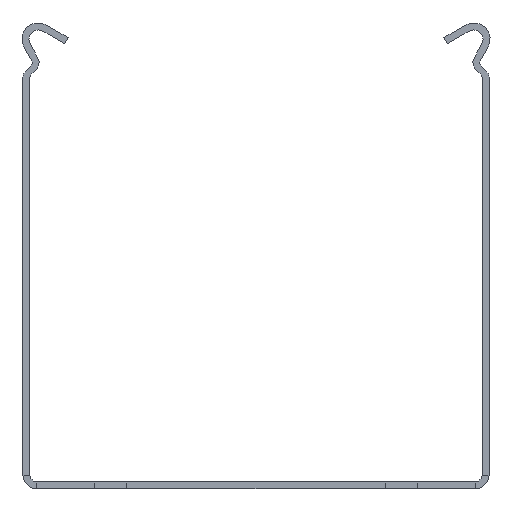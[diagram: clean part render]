
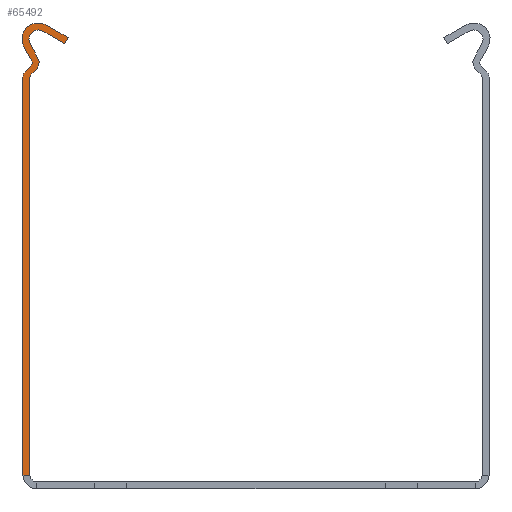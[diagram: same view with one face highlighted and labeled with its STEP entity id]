
A CAD part, front view. The second image highlights one B-rep face of the part: STEP entity #65492.
In plain terms, the highlighted planar face has unit normal (0, -1, 0).
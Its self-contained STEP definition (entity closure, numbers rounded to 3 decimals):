
#3041=PLANE('',#71744);
#6172=FACE_OUTER_BOUND('',#10278,.T.);
#10278=EDGE_LOOP('',(#58777,#58778,#58779,#58780,#58781,#58782,#58783,#58784,
#58785,#58786,#58787,#58788,#58789,#58790,#58791,#58792));
#11355=LINE('',#92752,#17631);
#12672=LINE('',#97540,#18948);
#16985=LINE('',#109087,#23261);
#16989=LINE('',#109095,#23265);
#16993=LINE('',#109107,#23269);
#16997=LINE('',#109119,#23273);
#17001=LINE('',#109134,#23277);
#17005=LINE('',#109146,#23281);
#17009=LINE('',#109157,#23285);
#17038=LINE('',#109241,#23314);
#17631=VECTOR('',#73457,10.);
#18948=VECTOR('',#77302,10.);
#23261=VECTOR('',#90305,10.);
#23265=VECTOR('',#90311,10.);
#23269=VECTOR('',#90323,10.);
#23273=VECTOR('',#90335,10.);
#23277=VECTOR('',#90353,10.);
#23281=VECTOR('',#90365,10.);
#23285=VECTOR('',#90377,10.);
#23314=VECTOR('',#90464,10.);
#26401=CIRCLE('',#71694,3.5);
#26403=CIRCLE('',#71698,1.);
#26405=CIRCLE('',#71702,1.6);
#26407=CIRCLE('',#71705,0.6);
#26409=CIRCLE('',#71709,2.);
#26411=CIRCLE('',#71713,2.);
#27527=VERTEX_POINT('',#92745);
#27530=VERTEX_POINT('',#92750);
#29736=VERTEX_POINT('',#97537);
#29737=VERTEX_POINT('',#97539);
#32625=VERTEX_POINT('',#109085);
#32626=VERTEX_POINT('',#109086);
#32629=VERTEX_POINT('',#109094);
#32631=VERTEX_POINT('',#109100);
#32633=VERTEX_POINT('',#109106);
#32635=VERTEX_POINT('',#109112);
#32637=VERTEX_POINT('',#109118);
#32639=VERTEX_POINT('',#109127);
#32641=VERTEX_POINT('',#109133);
#32643=VERTEX_POINT('',#109139);
#32645=VERTEX_POINT('',#109145);
#32647=VERTEX_POINT('',#109151);
#33795=EDGE_CURVE('',#27527,#27530,#11355,.T.);
#36194=EDGE_CURVE('',#29737,#29736,#12672,.T.);
#41961=EDGE_CURVE('',#32625,#32626,#16985,.T.);
#41965=EDGE_CURVE('',#32626,#32629,#16989,.T.);
#41968=EDGE_CURVE('',#32629,#32631,#26401,.T.);
#41971=EDGE_CURVE('',#32631,#32633,#16993,.T.);
#41974=EDGE_CURVE('',#32633,#32635,#26403,.T.);
#41977=EDGE_CURVE('',#32635,#32637,#16997,.T.);
#41980=EDGE_CURVE('',#32637,#29737,#26405,.T.);
#41982=EDGE_CURVE('',#27530,#32639,#26407,.T.);
#41985=EDGE_CURVE('',#32639,#32641,#17001,.T.);
#41988=EDGE_CURVE('',#32641,#32643,#26409,.T.);
#41991=EDGE_CURVE('',#32643,#32645,#17005,.T.);
#41994=EDGE_CURVE('',#32645,#32647,#26411,.T.);
#41997=EDGE_CURVE('',#32647,#32625,#17009,.T.);
#42040=EDGE_CURVE('',#29736,#27527,#17038,.T.);
#58777=ORIENTED_EDGE('',*,*,#42040,.T.);
#58778=ORIENTED_EDGE('',*,*,#33795,.T.);
#58779=ORIENTED_EDGE('',*,*,#41982,.T.);
#58780=ORIENTED_EDGE('',*,*,#41985,.T.);
#58781=ORIENTED_EDGE('',*,*,#41988,.T.);
#58782=ORIENTED_EDGE('',*,*,#41991,.T.);
#58783=ORIENTED_EDGE('',*,*,#41994,.T.);
#58784=ORIENTED_EDGE('',*,*,#41997,.T.);
#58785=ORIENTED_EDGE('',*,*,#41961,.T.);
#58786=ORIENTED_EDGE('',*,*,#41965,.T.);
#58787=ORIENTED_EDGE('',*,*,#41968,.T.);
#58788=ORIENTED_EDGE('',*,*,#41971,.T.);
#58789=ORIENTED_EDGE('',*,*,#41974,.T.);
#58790=ORIENTED_EDGE('',*,*,#41977,.T.);
#58791=ORIENTED_EDGE('',*,*,#41980,.T.);
#58792=ORIENTED_EDGE('',*,*,#36194,.T.);
#65492=ADVANCED_FACE('',(#6172),#3041,.T.);
#71694=AXIS2_PLACEMENT_3D('',#109101,#90316,#90317);
#71698=AXIS2_PLACEMENT_3D('',#109113,#90328,#90329);
#71702=AXIS2_PLACEMENT_3D('',#109124,#90340,#90341);
#71705=AXIS2_PLACEMENT_3D('',#109128,#90346,#90347);
#71709=AXIS2_PLACEMENT_3D('',#109140,#90358,#90359);
#71713=AXIS2_PLACEMENT_3D('',#109152,#90370,#90371);
#71744=AXIS2_PLACEMENT_3D('',#109240,#90462,#90463);
#73457=DIRECTION('',(0.,0.,1.));
#77302=DIRECTION('',(0.,0.,-1.));
#90305=DIRECTION('',(0.5,0.,0.866));
#90311=DIRECTION('',(-0.866,0.,0.5));
#90316=DIRECTION('center_axis',(0.,-1.,0.));
#90317=DIRECTION('ref_axis',(0.5,0.,0.866));
#90323=DIRECTION('',(0.5,0.,-0.866));
#90328=DIRECTION('center_axis',(0.,1.,0.));
#90329=DIRECTION('ref_axis',(-0.707,0.,0.707));
#90335=DIRECTION('',(-0.707,0.,-0.707));
#90340=DIRECTION('center_axis',(0.,-1.,0.));
#90341=DIRECTION('ref_axis',(-0.707,0.,0.707));
#90346=DIRECTION('center_axis',(0.,1.,0.));
#90347=DIRECTION('ref_axis',(0.707,0.,-0.707));
#90353=DIRECTION('',(0.707,0.,0.707));
#90358=DIRECTION('center_axis',(0.,-1.,0.));
#90359=DIRECTION('ref_axis',(0.707,0.,-0.707));
#90365=DIRECTION('',(-0.483,0.,0.875));
#90370=DIRECTION('center_axis',(0.,1.,0.));
#90371=DIRECTION('ref_axis',(-0.5,0.,-0.866));
#90377=DIRECTION('',(0.866,0.,-0.5));
#90462=DIRECTION('center_axis',(0.,-1.,0.));
#90463=DIRECTION('ref_axis',(-1.,0.,0.));
#90464=DIRECTION('',(1.,0.,0.));
#92745=CARTESIAN_POINT('',(-48.5,-1500.,3.));
#92750=CARTESIAN_POINT('',(-48.5,-1500.,88.387));
#92752=CARTESIAN_POINT('',(-48.5,-1500.,-0.393));
#97537=CARTESIAN_POINT('',(-50.,-1500.,3.));
#97539=CARTESIAN_POINT('',(-50.,-1500.,88.387));
#97540=CARTESIAN_POINT('',(-50.,-1500.,-0.393));
#109085=CARTESIAN_POINT('',(-41.027,-1500.,95.516));
#109086=CARTESIAN_POINT('',(-40.277,-1500.,96.815));
#109087=CARTESIAN_POINT('',(-41.027,-1500.,95.516));
#109094=CARTESIAN_POINT('',(-44.983,-1500.,99.531));
#109095=CARTESIAN_POINT('',(-40.277,-1500.,96.815));
#109100=CARTESIAN_POINT('',(-49.764,-1500.,94.75));
#109101=CARTESIAN_POINT('Origin',(-46.733,-1500.,96.5));
#109106=CARTESIAN_POINT('',(-48.147,-1500.,91.951));
#109107=CARTESIAN_POINT('',(-49.764,-1500.,94.75));
#109112=CARTESIAN_POINT('',(-48.306,-1500.,90.744));
#109113=CARTESIAN_POINT('Origin',(-49.013,-1500.,91.451));
#109118=CARTESIAN_POINT('',(-49.531,-1500.,89.518));
#109119=CARTESIAN_POINT('',(-48.306,-1500.,90.744));
#109124=CARTESIAN_POINT('Origin',(-48.4,-1500.,88.387));
#109127=CARTESIAN_POINT('',(-48.324,-1500.,88.811));
#109128=CARTESIAN_POINT('Origin',(-47.9,-1500.,88.387));
#109133=CARTESIAN_POINT('',(-47.099,-1500.,90.036));
#109134=CARTESIAN_POINT('',(-48.324,-1500.,88.811));
#109139=CARTESIAN_POINT('',(-46.781,-1500.,92.451));
#109140=CARTESIAN_POINT('Origin',(-48.513,-1500.,91.451));
#109145=CARTESIAN_POINT('',(-48.465,-1500.,95.5));
#109146=CARTESIAN_POINT('',(-46.781,-1500.,92.451));
#109151=CARTESIAN_POINT('',(-45.733,-1500.,98.232));
#109152=CARTESIAN_POINT('Origin',(-46.733,-1500.,96.5));
#109157=CARTESIAN_POINT('',(-45.733,-1500.,98.232));
#109240=CARTESIAN_POINT('Origin',(-48.5,-1500.,3.));
#109241=CARTESIAN_POINT('',(-48.83,-1500.,3.));
